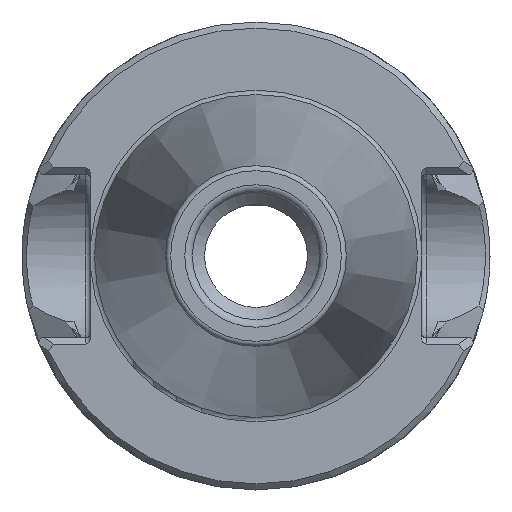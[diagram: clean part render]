
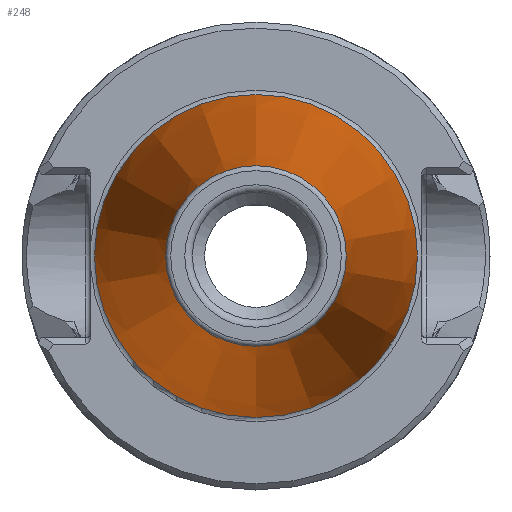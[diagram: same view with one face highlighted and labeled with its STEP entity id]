
A CAD part, left-side view. The second image highlights one B-rep face of the part: STEP entity #248.
In plain terms, the highlighted conical face has half-angle 8.297 degrees and reference radius 8.879 mm.
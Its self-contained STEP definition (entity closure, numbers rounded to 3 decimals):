
#248 = ADVANCED_FACE( '', ( #563, #564 ), #565, .T. );
#563 = FACE_OUTER_BOUND( '', #1294, .T. );
#564 = FACE_BOUND( '', #1295, .T. );
#565 = CONICAL_SURFACE( '', #1296, 8.879, 0.145 );
#1294 = EDGE_LOOP( '', ( #1922 ) );
#1295 = EDGE_LOOP( '', ( #1923 ) );
#1296 = AXIS2_PLACEMENT_3D( '', #1924, #1925, #1926 );
#1922 = ORIENTED_EDGE( '', *, *, #2646, .T. );
#1923 = ORIENTED_EDGE( '', *, *, #2616, .F. );
#1924 = CARTESIAN_POINT( '', ( -47.972, 0., 0. ) );
#1925 = DIRECTION( '', ( 1., 0., 0. ) );
#1926 = DIRECTION( '', ( 0., 0., -1. ) );
#2616 = EDGE_CURVE( '', #3111, #3111, #3112, .T. );
#2646 = EDGE_CURVE( '', #3151, #3151, #3152, .T. );
#3111 = VERTEX_POINT( '', #4359 );
#3112 = CIRCLE( '', #4360, 8.879 );
#3151 = VERTEX_POINT( '', #4477 );
#3152 = CIRCLE( '', #4478, 15.876 );
#4359 = CARTESIAN_POINT( '', ( -47.972, 0., 8.879 ) );
#4360 = AXIS2_PLACEMENT_3D( '', #4933, #4934, #4935 );
#4477 = CARTESIAN_POINT( '', ( 0.009, 0., 15.876 ) );
#4478 = AXIS2_PLACEMENT_3D( '', #4964, #4965, #4966 );
#4933 = CARTESIAN_POINT( '', ( -47.972, 0., 0. ) );
#4934 = DIRECTION( '', ( -1., 0., 0. ) );
#4935 = DIRECTION( '', ( 0., 0., 1. ) );
#4964 = CARTESIAN_POINT( '', ( 0.009, 0., 0. ) );
#4965 = DIRECTION( '', ( -1., 0., 0. ) );
#4966 = DIRECTION( '', ( 0., 0., 1. ) );
